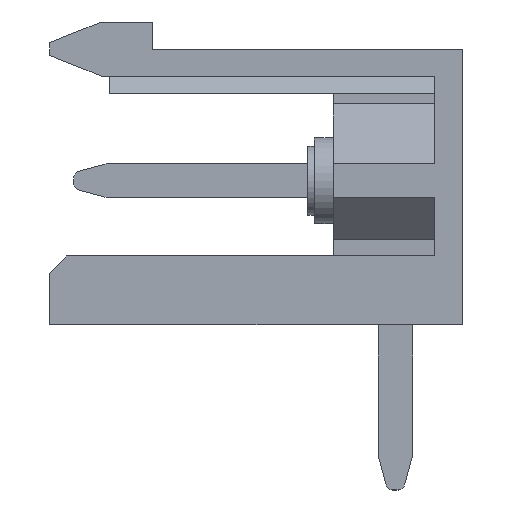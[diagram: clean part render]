
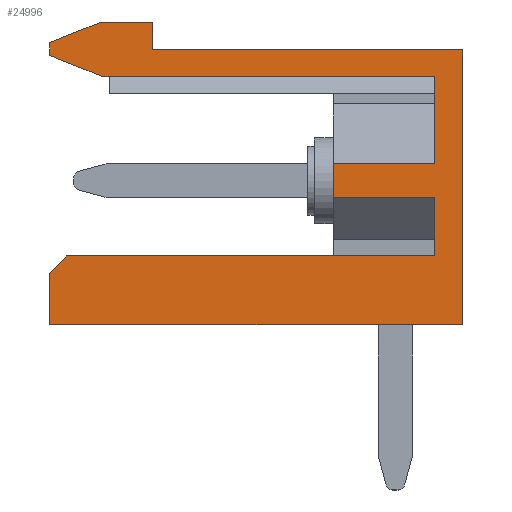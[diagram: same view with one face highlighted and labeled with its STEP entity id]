
A CAD part, left-side view. The second image highlights one B-rep face of the part: STEP entity #24996.
In plain terms, the highlighted planar face has unit normal (-1, 0, 0).
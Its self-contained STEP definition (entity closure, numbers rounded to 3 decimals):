
#128 = DIRECTION ( 'NONE',  ( 0., -1., 0. ) ) ;
#554 = VECTOR ( 'NONE', #30730, 1000. ) ;
#652 = LINE ( 'NONE', #25580, #33993 ) ;
#707 = PLANE ( 'NONE',  #16606 ) ;
#789 = CARTESIAN_POINT ( 'NONE',  ( 0., 0.8, -4.31 ) ) ;
#841 = CARTESIAN_POINT ( 'NONE',  ( 0., 10.5, -0.77 ) ) ;
#929 = EDGE_CURVE ( 'NONE', #4129, #13299, #16332, .T. ) ;
#992 = EDGE_CURVE ( 'NONE', #11188, #25990, #7390, .T. ) ;
#1009 = EDGE_CURVE ( 'NONE', #21569, #28508, #28154, .T. ) ;
#1649 = CARTESIAN_POINT ( 'NONE',  ( 0., 0.8, -3.31 ) ) ;
#2139 = VECTOR ( 'NONE', #11626, 1000. ) ;
#2268 = EDGE_CURVE ( 'NONE', #2684, #13299, #2640, .T. ) ;
#2296 = VERTEX_POINT ( 'NONE', #6389 ) ;
#2417 = VECTOR ( 'NONE', #21761, 1000. ) ;
#2471 = CARTESIAN_POINT ( 'NONE',  ( 0., 12., -0.17 ) ) ;
#2640 = LINE ( 'NONE', #9148, #30556 ) ;
#2684 = VERTEX_POINT ( 'NONE', #24531 ) ;
#2794 = DIRECTION ( 'NONE',  ( 0., 0., -1. ) ) ;
#2857 = CARTESIAN_POINT ( 'NONE',  ( 0., 0., 0. ) ) ;
#3244 = CARTESIAN_POINT ( 'NONE',  ( 0., 3.75, -3.31 ) ) ;
#3325 = CARTESIAN_POINT ( 'NONE',  ( 0., 0.8, -6. ) ) ;
#3433 = DIRECTION ( 'NONE',  ( 1., 0., 0. ) ) ;
#3688 = CARTESIAN_POINT ( 'NONE',  ( 0., 3.75, -4.31 ) ) ;
#3792 = ORIENTED_EDGE ( 'NONE', *, *, #6774, .F. ) ;
#4129 = VERTEX_POINT ( 'NONE', #11820 ) ;
#4248 = ORIENTED_EDGE ( 'NONE', *, *, #13701, .F. ) ;
#4468 = ORIENTED_EDGE ( 'NONE', *, *, #2268, .F. ) ;
#4917 = CARTESIAN_POINT ( 'NONE',  ( 0., 10.5, 0.8 ) ) ;
#5371 = CARTESIAN_POINT ( 'NONE',  ( 0., 12., -0.17 ) ) ;
#5623 = ORIENTED_EDGE ( 'NONE', *, *, #21048, .T. ) ;
#5790 = LINE ( 'NONE', #2471, #33654 ) ;
#6125 = CARTESIAN_POINT ( 'NONE',  ( 0., 0.8, -6. ) ) ;
#6389 = CARTESIAN_POINT ( 'NONE',  ( 0., 0., -8. ) ) ;
#6774 = EDGE_CURVE ( 'NONE', #29859, #25990, #22223, .T. ) ;
#6864 = VECTOR ( 'NONE', #27058, 1000. ) ;
#7002 = CARTESIAN_POINT ( 'NONE',  ( 0., 12., 0.2 ) ) ;
#7017 = LINE ( 'NONE', #24478, #27757 ) ;
#7390 = LINE ( 'NONE', #3688, #28981 ) ;
#7497 = CARTESIAN_POINT ( 'NONE',  ( 0., 0.8, -0.77 ) ) ;
#8095 = CARTESIAN_POINT ( 'NONE',  ( 0., 9.01, 0. ) ) ;
#8602 = EDGE_CURVE ( 'NONE', #2296, #2684, #29269, .T. ) ;
#9105 = VECTOR ( 'NONE', #9983, 1000. ) ;
#9148 = CARTESIAN_POINT ( 'NONE',  ( 0., 12., -8. ) ) ;
#9589 = EDGE_CURVE ( 'NONE', #22463, #2296, #34608, .T. ) ;
#9640 = LINE ( 'NONE', #8095, #2417 ) ;
#9983 = DIRECTION ( 'NONE',  ( 0., 0.707, -0.707 ) ) ;
#10097 = CARTESIAN_POINT ( 'NONE',  ( 0., 11.5, -6. ) ) ;
#10239 = DIRECTION ( 'NONE',  ( 0., 0., 1. ) ) ;
#11188 = VERTEX_POINT ( 'NONE', #16891 ) ;
#11243 = ORIENTED_EDGE ( 'NONE', *, *, #1009, .F. ) ;
#11626 = DIRECTION ( 'NONE',  ( 0., -1., 0. ) ) ;
#11820 = CARTESIAN_POINT ( 'NONE',  ( 0., 11.5, -6. ) ) ;
#12162 = VECTOR ( 'NONE', #15422, 1000. ) ;
#12289 = VECTOR ( 'NONE', #16459, 1000. ) ;
#13235 = ORIENTED_EDGE ( 'NONE', *, *, #26428, .F. ) ;
#13299 = VERTEX_POINT ( 'NONE', #21749 ) ;
#13477 = VERTEX_POINT ( 'NONE', #30514 ) ;
#13507 = VECTOR ( 'NONE', #10239, 1000. ) ;
#13701 = EDGE_CURVE ( 'NONE', #26529, #29986, #26548, .T. ) ;
#13755 = VECTOR ( 'NONE', #23490, 1000. ) ;
#13850 = VERTEX_POINT ( 'NONE', #26862 ) ;
#14282 = VERTEX_POINT ( 'NONE', #15381 ) ;
#15381 = CARTESIAN_POINT ( 'NONE',  ( 0., 12., -0.17 ) ) ;
#15422 = DIRECTION ( 'NONE',  ( 0., -1., 0. ) ) ;
#15748 = CARTESIAN_POINT ( 'NONE',  ( 0., 10.5, 0.8 ) ) ;
#16134 = DIRECTION ( 'NONE',  ( 0., 0., 1. ) ) ;
#16332 = LINE ( 'NONE', #10097, #9105 ) ;
#16459 = DIRECTION ( 'NONE',  ( 0., 0., -1. ) ) ;
#16606 = AXIS2_PLACEMENT_3D ( 'NONE', #27695, #3433, #22431 ) ;
#16891 = CARTESIAN_POINT ( 'NONE',  ( 0., 3.75, -4.31 ) ) ;
#17153 = CARTESIAN_POINT ( 'NONE',  ( 0., 0.8, -0.77 ) ) ;
#17343 = ORIENTED_EDGE ( 'NONE', *, *, #18542, .F. ) ;
#17769 = ORIENTED_EDGE ( 'NONE', *, *, #31728, .F. ) ;
#18229 = EDGE_CURVE ( 'NONE', #4129, #29859, #30909, .T. ) ;
#18542 = EDGE_CURVE ( 'NONE', #34458, #13477, #27977, .T. ) ;
#18970 = FACE_OUTER_BOUND ( 'NONE', #23232, .T. ) ;
#20090 = EDGE_CURVE ( 'NONE', #13850, #22463, #9640, .T. ) ;
#20529 = ORIENTED_EDGE ( 'NONE', *, *, #929, .T. ) ;
#21048 = EDGE_CURVE ( 'NONE', #26529, #11188, #652, .T. ) ;
#21210 = DIRECTION ( 'NONE',  ( 0., -0.928, 0.371 ) ) ;
#21283 = VECTOR ( 'NONE', #31986, 1000. ) ;
#21569 = VERTEX_POINT ( 'NONE', #17153 ) ;
#21574 = ORIENTED_EDGE ( 'NONE', *, *, #31001, .F. ) ;
#21694 = ORIENTED_EDGE ( 'NONE', *, *, #8602, .F. ) ;
#21749 = CARTESIAN_POINT ( 'NONE',  ( 0., 12., -6.5 ) ) ;
#21761 = DIRECTION ( 'NONE',  ( 0., -1., 0. ) ) ;
#22223 = LINE ( 'NONE', #25483, #554 ) ;
#22431 = DIRECTION ( 'NONE',  ( 0., 0., -1. ) ) ;
#22463 = VERTEX_POINT ( 'NONE', #2857 ) ;
#22881 = DIRECTION ( 'NONE',  ( 0., 0., -1. ) ) ;
#23008 = LINE ( 'NONE', #5371, #6864 ) ;
#23189 = LINE ( 'NONE', #15748, #34859 ) ;
#23232 = EDGE_LOOP ( 'NONE', ( #34225, #20529, #4468, #21694, #26159, #32956, #13235, #32210, #17343, #17769, #31185, #11243, #21574, #4248, #5623, #24821, #3792 ) ) ;
#23490 = DIRECTION ( 'NONE',  ( 0., 1., 0. ) ) ;
#24478 = CARTESIAN_POINT ( 'NONE',  ( 0., 9.01, 0.8 ) ) ;
#24531 = CARTESIAN_POINT ( 'NONE',  ( 0., 12., -8. ) ) ;
#24821 = ORIENTED_EDGE ( 'NONE', *, *, #992, .T. ) ;
#24996 = ADVANCED_FACE ( 'NONE', ( #18970 ), #707, .F. ) ;
#25314 = EDGE_CURVE ( 'NONE', #13477, #29655, #23189, .T. ) ;
#25483 = CARTESIAN_POINT ( 'NONE',  ( 0., 0.8, -0.77 ) ) ;
#25580 = CARTESIAN_POINT ( 'NONE',  ( 0., 3.75, -3.31 ) ) ;
#25990 = VERTEX_POINT ( 'NONE', #789 ) ;
#26159 = ORIENTED_EDGE ( 'NONE', *, *, #9589, .F. ) ;
#26428 = EDGE_CURVE ( 'NONE', #29655, #13850, #7017, .T. ) ;
#26529 = VERTEX_POINT ( 'NONE', #3244 ) ;
#26548 = LINE ( 'NONE', #34205, #12162 ) ;
#26862 = CARTESIAN_POINT ( 'NONE',  ( 0., 9.01, 0. ) ) ;
#27058 = DIRECTION ( 'NONE',  ( 0., 0.928, 0.371 ) ) ;
#27695 = CARTESIAN_POINT ( 'NONE',  ( 0., 0., 0. ) ) ;
#27757 = VECTOR ( 'NONE', #2794, 1000. ) ;
#27977 = LINE ( 'NONE', #4917, #34195 ) ;
#28154 = LINE ( 'NONE', #841, #13755 ) ;
#28508 = VERTEX_POINT ( 'NONE', #29559 ) ;
#28981 = VECTOR ( 'NONE', #128, 1000. ) ;
#29157 = EDGE_CURVE ( 'NONE', #28508, #14282, #23008, .T. ) ;
#29209 = CARTESIAN_POINT ( 'NONE',  ( 0., 0., -8. ) ) ;
#29269 = LINE ( 'NONE', #29209, #21283 ) ;
#29356 = CARTESIAN_POINT ( 'NONE',  ( 0., 9.01, 0.8 ) ) ;
#29559 = CARTESIAN_POINT ( 'NONE',  ( 0., 10.5, -0.77 ) ) ;
#29655 = VERTEX_POINT ( 'NONE', #29356 ) ;
#29859 = VERTEX_POINT ( 'NONE', #3325 ) ;
#29986 = VERTEX_POINT ( 'NONE', #1649 ) ;
#30514 = CARTESIAN_POINT ( 'NONE',  ( 0., 10.5, 0.8 ) ) ;
#30556 = VECTOR ( 'NONE', #33406, 1000. ) ;
#30730 = DIRECTION ( 'NONE',  ( 0., 0., 1. ) ) ;
#30909 = LINE ( 'NONE', #6125, #2139 ) ;
#31001 = EDGE_CURVE ( 'NONE', #29986, #21569, #34971, .T. ) ;
#31185 = ORIENTED_EDGE ( 'NONE', *, *, #29157, .F. ) ;
#31728 = EDGE_CURVE ( 'NONE', #14282, #34458, #5790, .T. ) ;
#31986 = DIRECTION ( 'NONE',  ( 0., 1., 0. ) ) ;
#32210 = ORIENTED_EDGE ( 'NONE', *, *, #25314, .F. ) ;
#32560 = CARTESIAN_POINT ( 'NONE',  ( 0., 0., 0. ) ) ;
#32956 = ORIENTED_EDGE ( 'NONE', *, *, #20090, .F. ) ;
#33406 = DIRECTION ( 'NONE',  ( 0., 0., 1. ) ) ;
#33654 = VECTOR ( 'NONE', #16134, 1000. ) ;
#33993 = VECTOR ( 'NONE', #22881, 1000. ) ;
#34195 = VECTOR ( 'NONE', #21210, 1000. ) ;
#34205 = CARTESIAN_POINT ( 'NONE',  ( 0., 3.75, -3.31 ) ) ;
#34225 = ORIENTED_EDGE ( 'NONE', *, *, #18229, .F. ) ;
#34422 = DIRECTION ( 'NONE',  ( 0., -1., 0. ) ) ;
#34458 = VERTEX_POINT ( 'NONE', #7002 ) ;
#34608 = LINE ( 'NONE', #32560, #12289 ) ;
#34859 = VECTOR ( 'NONE', #34422, 1000. ) ;
#34971 = LINE ( 'NONE', #7497, #13507 ) ;
